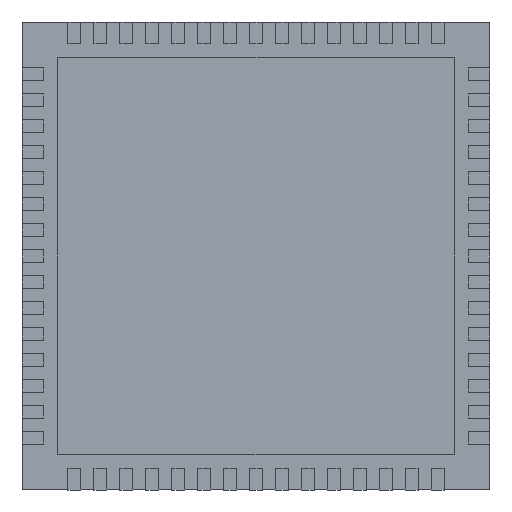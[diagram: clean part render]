
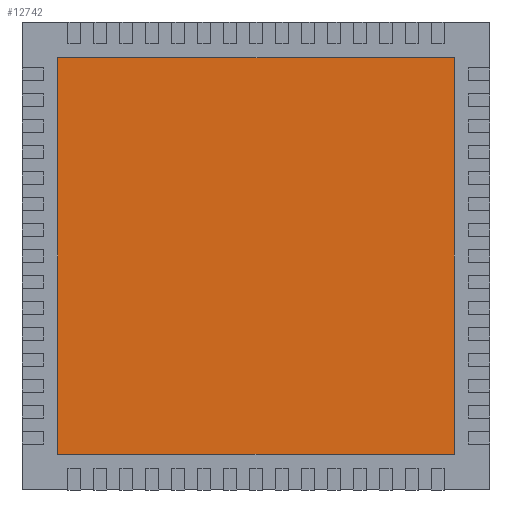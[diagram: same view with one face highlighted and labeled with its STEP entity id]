
A CAD part, front view. The second image highlights one B-rep face of the part: STEP entity #12742.
In plain terms, the highlighted planar face has unit normal (0, -1, 0).
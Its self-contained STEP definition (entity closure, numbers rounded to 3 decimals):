
#337 = VERTEX_POINT ( 'NONE', #12862 ) ;
#2854 = VERTEX_POINT ( 'NONE', #13986 ) ;
#3128 = EDGE_LOOP ( 'NONE', ( #7195, #16283, #9480, #6116 ) ) ;
#3927 = DIRECTION ( 'NONE',  ( 1., 0., 0. ) ) ;
#3975 = EDGE_CURVE ( 'NONE', #15315, #2854, #6370, .T. ) ;
#4011 = FACE_OUTER_BOUND ( 'NONE', #3128, .T. ) ;
#4291 = LINE ( 'NONE', #16388, #17636 ) ;
#5054 = CARTESIAN_POINT ( 'NONE',  ( -3.825, 0., 3.825 ) ) ;
#5064 = DIRECTION ( 'NONE',  ( 0., 0., 1. ) ) ;
#5225 = LINE ( 'NONE', #5054, #17590 ) ;
#5465 = CARTESIAN_POINT ( 'NONE',  ( -3.825, 0., -3.825 ) ) ;
#5846 = CARTESIAN_POINT ( 'NONE',  ( -3.825, 0., -3.825 ) ) ;
#6116 = ORIENTED_EDGE ( 'NONE', *, *, #13544, .T. ) ;
#6127 = EDGE_CURVE ( 'NONE', #337, #9551, #15185, .T. ) ;
#6370 = LINE ( 'NONE', #6534, #6664 ) ;
#6534 = CARTESIAN_POINT ( 'NONE',  ( 3.825, 0., -3.825 ) ) ;
#6664 = VECTOR ( 'NONE', #5064, 1000. ) ;
#7195 = ORIENTED_EDGE ( 'NONE', *, *, #3975, .T. ) ;
#8162 = PLANE ( 'NONE',  #15822 ) ;
#8314 = EDGE_CURVE ( 'NONE', #2854, #337, #5225, .T. ) ;
#8340 = CARTESIAN_POINT ( 'NONE',  ( 0., 0., 0. ) ) ;
#8572 = CARTESIAN_POINT ( 'NONE',  ( 3.825, 0., -3.825 ) ) ;
#8794 = DIRECTION ( 'NONE',  ( 0., 1., 0. ) ) ;
#9480 = ORIENTED_EDGE ( 'NONE', *, *, #6127, .T. ) ;
#9551 = VERTEX_POINT ( 'NONE', #5846 ) ;
#9973 = DIRECTION ( 'NONE',  ( 0., 0., 1. ) ) ;
#12742 = ADVANCED_FACE ( 'NONE', ( #4011 ), #8162, .F. ) ;
#12862 = CARTESIAN_POINT ( 'NONE',  ( -3.825, 0., 3.825 ) ) ;
#13364 = VECTOR ( 'NONE', #14915, 1000. ) ;
#13544 = EDGE_CURVE ( 'NONE', #9551, #15315, #4291, .T. ) ;
#13986 = CARTESIAN_POINT ( 'NONE',  ( 3.825, 0., 3.825 ) ) ;
#14915 = DIRECTION ( 'NONE',  ( 0., 0., -1. ) ) ;
#15185 = LINE ( 'NONE', #5465, #13364 ) ;
#15315 = VERTEX_POINT ( 'NONE', #8572 ) ;
#15822 = AXIS2_PLACEMENT_3D ( 'NONE', #8340, #8794, #9973 ) ;
#16165 = DIRECTION ( 'NONE',  ( -1., 0., 0. ) ) ;
#16283 = ORIENTED_EDGE ( 'NONE', *, *, #8314, .T. ) ;
#16388 = CARTESIAN_POINT ( 'NONE',  ( -3.825, 0., -3.825 ) ) ;
#17590 = VECTOR ( 'NONE', #16165, 1000. ) ;
#17636 = VECTOR ( 'NONE', #3927, 1000. ) ;
